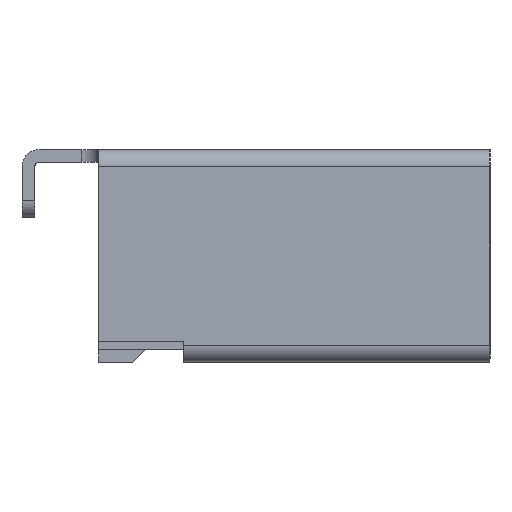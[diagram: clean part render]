
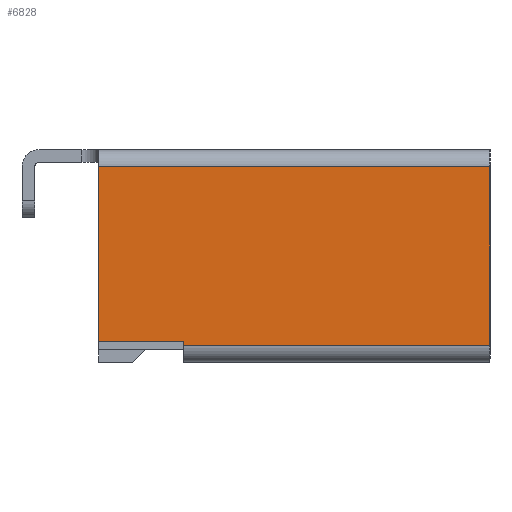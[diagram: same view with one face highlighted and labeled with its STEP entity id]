
A CAD part, left-side view. The second image highlights one B-rep face of the part: STEP entity #6828.
In plain terms, the highlighted planar face has unit normal (-1, 0, 0).
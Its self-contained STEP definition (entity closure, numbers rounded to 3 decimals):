
#477=FACE_OUTER_BOUND('',#851,.T.);
#851=EDGE_LOOP('',(#4934,#4935,#4936,#4937,#4938,#4939));
#1460=LINE('',#9957,#2206);
#1470=LINE('',#9982,#2216);
#1491=LINE('',#10025,#2237);
#1492=LINE('',#10026,#2238);
#1493=LINE('',#10028,#2239);
#1494=LINE('',#10029,#2240);
#2206=VECTOR('',#8077,1.);
#2216=VECTOR('',#8095,1.);
#2237=VECTOR('',#8132,1.);
#2238=VECTOR('',#8133,1.);
#2239=VECTOR('',#8134,1.);
#2240=VECTOR('',#8135,1.);
#2949=VERTEX_POINT('',#9955);
#2950=VERTEX_POINT('',#9956);
#2960=VERTEX_POINT('',#9979);
#2961=VERTEX_POINT('',#9981);
#2975=VERTEX_POINT('',#10024);
#2976=VERTEX_POINT('',#10027);
#3673=EDGE_CURVE('',#2949,#2950,#1460,.T.);
#3686=EDGE_CURVE('',#2961,#2960,#1470,.T.);
#3709=EDGE_CURVE('',#2960,#2975,#1491,.T.);
#3710=EDGE_CURVE('',#2975,#2950,#1492,.T.);
#3711=EDGE_CURVE('',#2949,#2976,#1493,.T.);
#3712=EDGE_CURVE('',#2961,#2976,#1494,.T.);
#4934=ORIENTED_EDGE('',*,*,#3709,.T.);
#4935=ORIENTED_EDGE('',*,*,#3710,.T.);
#4936=ORIENTED_EDGE('',*,*,#3673,.F.);
#4937=ORIENTED_EDGE('',*,*,#3711,.T.);
#4938=ORIENTED_EDGE('',*,*,#3712,.F.);
#4939=ORIENTED_EDGE('',*,*,#3686,.T.);
#6228=PLANE('',#7237);
#6828=ADVANCED_FACE('',(#477),#6228,.T.);
#7237=AXIS2_PLACEMENT_3D('',#10023,#8130,#8131);
#8077=DIRECTION('',(0.,0.,-1.));
#8095=DIRECTION('',(0.,-1.,0.));
#8130=DIRECTION('center_axis',(-1.,0.,0.));
#8131=DIRECTION('ref_axis',(0.,0.,1.));
#8132=DIRECTION('',(0.,0.,-1.));
#8133=DIRECTION('',(0.,-1.,0.));
#8134=DIRECTION('',(0.,1.,0.));
#8135=DIRECTION('',(0.,0.,1.));
#9955=CARTESIAN_POINT('',(-5.425,-3.1,2.3));
#9956=CARTESIAN_POINT('',(-5.425,-3.1,0.2));
#9957=CARTESIAN_POINT('',(-5.425,-3.1,2.35));
#9979=CARTESIAN_POINT('',(-5.425,0.5,0.25));
#9981=CARTESIAN_POINT('',(-5.425,1.5,0.25));
#9982=CARTESIAN_POINT('',(-5.425,13.071,0.25));
#10023=CARTESIAN_POINT('Origin',(-5.425,13.071,2.35));
#10024=CARTESIAN_POINT('',(-5.425,0.5,0.2));
#10025=CARTESIAN_POINT('',(-5.425,0.5,0.25));
#10026=CARTESIAN_POINT('',(-5.425,13.071,0.2));
#10027=CARTESIAN_POINT('',(-5.425,1.5,2.3));
#10028=CARTESIAN_POINT('',(-5.425,13.071,2.3));
#10029=CARTESIAN_POINT('',(-5.425,1.5,2.35));
